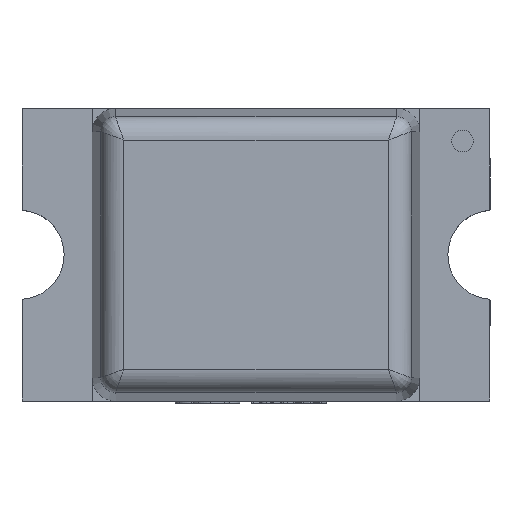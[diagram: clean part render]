
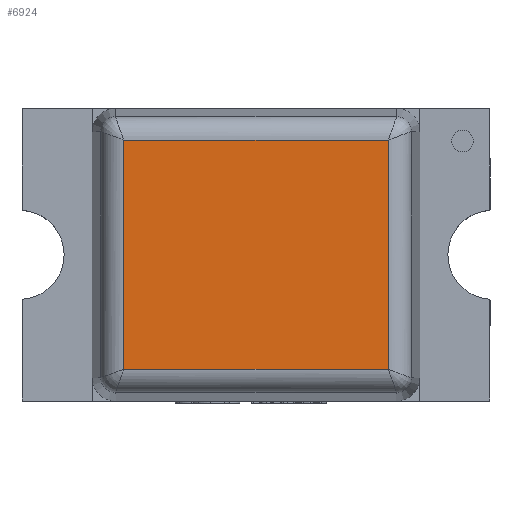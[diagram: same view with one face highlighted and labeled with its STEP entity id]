
A CAD part, top view. The second image highlights one B-rep face of the part: STEP entity #6924.
In plain terms, the highlighted planar face has unit normal (0, 0, 1).
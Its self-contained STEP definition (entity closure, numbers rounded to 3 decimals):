
#545 = VECTOR ( 'NONE', #820, 1000. ) ;
#820 = DIRECTION ( 'NONE',  ( 1., 0., 0. ) ) ;
#1058 = EDGE_CURVE ( 'NONE', #13134, #9481, #11930, .T. ) ;
#2007 = VECTOR ( 'NONE', #8037, 1000. ) ;
#2587 = CARTESIAN_POINT ( 'NONE',  ( 0.565, 0.525, 0.8 ) ) ;
#3398 = VECTOR ( 'NONE', #18435, 1000. ) ;
#3612 = CARTESIAN_POINT ( 'NONE',  ( -0.565, 0.49, 0.8 ) ) ;
#4135 = CARTESIAN_POINT ( 'NONE',  ( -0.565, -0.49, 0.8 ) ) ;
#4263 = LINE ( 'NONE', #2587, #3398 ) ;
#6000 = ORIENTED_EDGE ( 'NONE', *, *, #1058, .T. ) ;
#6499 = CARTESIAN_POINT ( 'NONE',  ( 0., 0., 0.8 ) ) ;
#6924 = ADVANCED_FACE ( 'NONE', ( #9047 ), #13431, .T. ) ;
#7833 = VECTOR ( 'NONE', #12204, 1000. ) ;
#8037 = DIRECTION ( 'NONE',  ( 0., -1., 0. ) ) ;
#8632 = CARTESIAN_POINT ( 'NONE',  ( 0.565, 0.49, 0.8 ) ) ;
#9047 = FACE_OUTER_BOUND ( 'NONE', #9350, .T. ) ;
#9278 = CARTESIAN_POINT ( 'NONE',  ( -0.6, 0.49, 0.8 ) ) ;
#9350 = EDGE_LOOP ( 'NONE', ( #6000, #11118, #12722, #13743 ) ) ;
#9481 = VERTEX_POINT ( 'NONE', #3612 ) ;
#10789 = CARTESIAN_POINT ( 'NONE',  ( -0.565, -0.525, 0.8 ) ) ;
#10927 = AXIS2_PLACEMENT_3D ( 'NONE', #6499, #14823, #16338 ) ;
#10967 = VERTEX_POINT ( 'NONE', #4135 ) ;
#10973 = LINE ( 'NONE', #18173, #545 ) ;
#11118 = ORIENTED_EDGE ( 'NONE', *, *, #12552, .T. ) ;
#11930 = LINE ( 'NONE', #9278, #7833 ) ;
#12204 = DIRECTION ( 'NONE',  ( -1., 0., 0. ) ) ;
#12552 = EDGE_CURVE ( 'NONE', #9481, #10967, #15243, .T. ) ;
#12686 = CARTESIAN_POINT ( 'NONE',  ( 0.565, -0.49, 0.8 ) ) ;
#12722 = ORIENTED_EDGE ( 'NONE', *, *, #13314, .T. ) ;
#13134 = VERTEX_POINT ( 'NONE', #8632 ) ;
#13314 = EDGE_CURVE ( 'NONE', #10967, #18133, #10973, .T. ) ;
#13431 = PLANE ( 'NONE',  #10927 ) ;
#13743 = ORIENTED_EDGE ( 'NONE', *, *, #16198, .T. ) ;
#14823 = DIRECTION ( 'NONE',  ( 0., 0., 1. ) ) ;
#15243 = LINE ( 'NONE', #10789, #2007 ) ;
#16198 = EDGE_CURVE ( 'NONE', #18133, #13134, #4263, .T. ) ;
#16338 = DIRECTION ( 'NONE',  ( 1., 0., 0. ) ) ;
#18133 = VERTEX_POINT ( 'NONE', #12686 ) ;
#18173 = CARTESIAN_POINT ( 'NONE',  ( 0.6, -0.49, 0.8 ) ) ;
#18435 = DIRECTION ( 'NONE',  ( 0., 1., 0. ) ) ;
